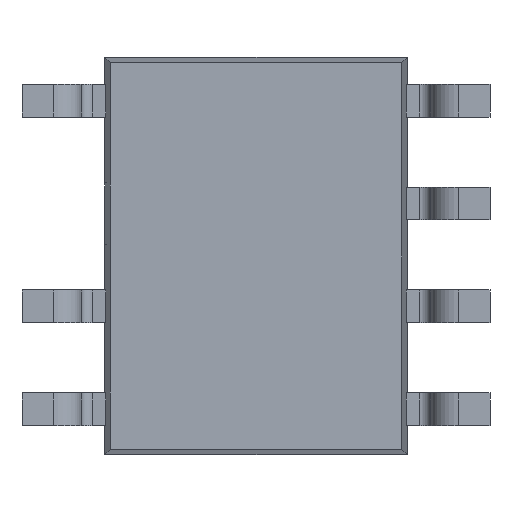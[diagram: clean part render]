
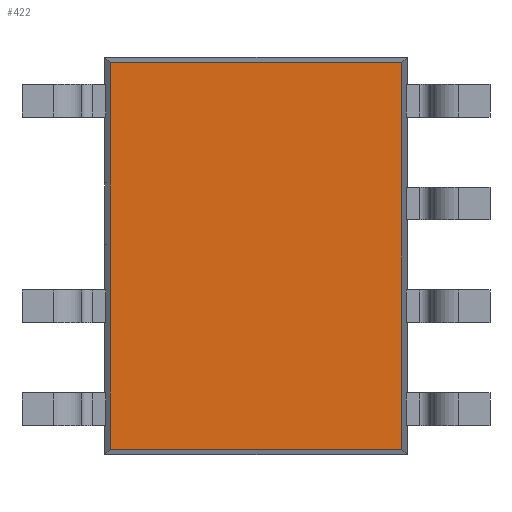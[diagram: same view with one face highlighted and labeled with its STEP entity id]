
A CAD part, front view. The second image highlights one B-rep face of the part: STEP entity #422.
In plain terms, the highlighted planar face has unit normal (0, -1, 0).
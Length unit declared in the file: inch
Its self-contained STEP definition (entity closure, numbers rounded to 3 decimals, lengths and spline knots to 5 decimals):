
#3 = VERTEX_POINT ( 'NONE', #446 ) ;
#81 = EDGE_LOOP ( 'NONE', ( #942, #106, #105, #102, #103, #104 ) ) ;
#102 = ORIENTED_EDGE ( 'NONE', *, *, #695, .F. ) ;
#103 = ORIENTED_EDGE ( 'NONE', *, *, #666, .T. ) ;
#104 = ORIENTED_EDGE ( 'NONE', *, *, #679, .T. ) ;
#105 = ORIENTED_EDGE ( 'NONE', *, *, #676, .T. ) ;
#106 = ORIENTED_EDGE ( 'NONE', *, *, #655, .T. ) ;
#422 = ADVANCED_FACE ( 'NONE', ( #2130 ), #1977, .F. ) ;
#446 = CARTESIAN_POINT ( 'NONE',  ( 0.03262, 0.004, 0.08 ) ) ;
#570 = VERTEX_POINT ( 'NONE', #2536 ) ;
#571 = VERTEX_POINT ( 'NONE', #2537 ) ;
#579 = VERTEX_POINT ( 'NONE', #2545 ) ;
#580 = VERTEX_POINT ( 'NONE', #2546 ) ;
#655 = EDGE_CURVE ( 'NONE', #579, #570, #2738, .T. ) ;
#666 = EDGE_CURVE ( 'NONE', #3, #580, #2760, .T. ) ;
#676 = EDGE_CURVE ( 'NONE', #570, #571, #2780, .T. ) ;
#679 = EDGE_CURVE ( 'NONE', #580, #1107, #2786, .T. ) ;
#695 = EDGE_CURVE ( 'NONE', #3, #571, #2817, .T. ) ;
#696 = EDGE_CURVE ( 'NONE', #1107, #579, #2795, .T. ) ;
#942 = ORIENTED_EDGE ( 'NONE', *, *, #696, .T. ) ;
#1107 = VERTEX_POINT ( 'NONE', #3210 ) ;
#1968 = CARTESIAN_POINT ( 'NONE',  ( 0.177, 0.004, 0.171 ) ) ;
#1977 = PLANE ( 'NONE',  #2275 ) ;
#1990 = DIRECTION ( 'NONE',  ( 0., 1., 0. ) ) ;
#1991 = DIRECTION ( 'NONE',  ( 0., 0., 1. ) ) ;
#2130 = FACE_OUTER_BOUND ( 'NONE', #81, .T. ) ;
#2275 = AXIS2_PLACEMENT_3D ( 'NONE', #1968, #1990, #1991 ) ;
#2536 = CARTESIAN_POINT ( 'NONE',  ( 0.03262, 0.004, 0.16838 ) ) ;
#2537 = CARTESIAN_POINT ( 'NONE',  ( 0.03262, 0.004, 0.11 ) ) ;
#2545 = CARTESIAN_POINT ( 'NONE',  ( 0.17438, 0.004, 0.16838 ) ) ;
#2546 = CARTESIAN_POINT ( 'NONE',  ( 0.03262, 0.004, -0.01938 ) ) ;
#2661 = CARTESIAN_POINT ( 'NONE',  ( 0.177, 0.004, 0.16838 ) ) ;
#2662 = DIRECTION ( 'NONE',  ( -1., 0., 0. ) ) ;
#2683 = CARTESIAN_POINT ( 'NONE',  ( 0.03262, 0.004, 0.171 ) ) ;
#2684 = DIRECTION ( 'NONE',  ( 0., 0., -1. ) ) ;
#2704 = CARTESIAN_POINT ( 'NONE',  ( 0.03262, 0.004, 0.171 ) ) ;
#2705 = DIRECTION ( 'NONE',  ( 0., 0., -1. ) ) ;
#2738 = LINE ( 'NONE', #2661, #2739 ) ;
#2739 = VECTOR ( 'NONE', #2662, 39.37008 ) ;
#2760 = LINE ( 'NONE', #2683, #2761 ) ;
#2761 = VECTOR ( 'NONE', #2684, 39.37008 ) ;
#2780 = LINE ( 'NONE', #2704, #2781 ) ;
#2781 = VECTOR ( 'NONE', #2705, 39.37008 ) ;
#2786 = LINE ( 'NONE', #3017, #2787 ) ;
#2787 = VECTOR ( 'NONE', #3018, 39.37008 ) ;
#2795 = LINE ( 'NONE', #3044, #2819 ) ;
#2817 = LINE ( 'NONE', #3050, #2818 ) ;
#2818 = VECTOR ( 'NONE', #3051, 39.37008 ) ;
#2819 = VECTOR ( 'NONE', #3053, 39.37008 ) ;
#3017 = CARTESIAN_POINT ( 'NONE',  ( 0.177, 0.004, -0.01938 ) ) ;
#3018 = DIRECTION ( 'NONE',  ( 1., 0., 0. ) ) ;
#3044 = CARTESIAN_POINT ( 'NONE',  ( 0.17438, 0.004, 0.171 ) ) ;
#3050 = CARTESIAN_POINT ( 'NONE',  ( 0.03262, 0.004, 0.08 ) ) ;
#3051 = DIRECTION ( 'NONE',  ( 0., 0., 1. ) ) ;
#3053 = DIRECTION ( 'NONE',  ( 0., 0., 1. ) ) ;
#3210 = CARTESIAN_POINT ( 'NONE',  ( 0.17438, 0.004, -0.01938 ) ) ;
